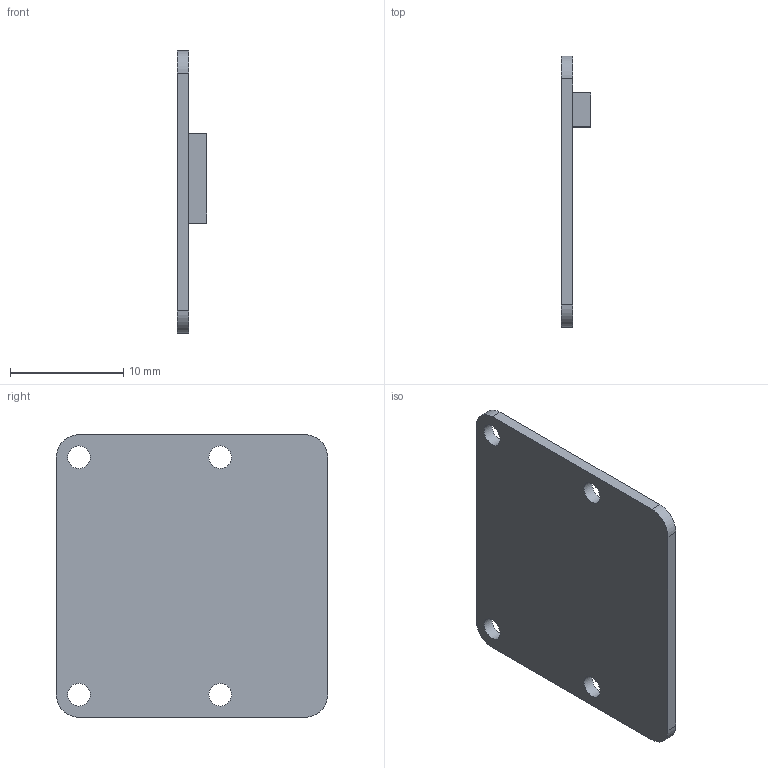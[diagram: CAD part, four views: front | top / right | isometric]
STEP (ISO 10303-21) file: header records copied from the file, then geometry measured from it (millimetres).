
FILE_DESCRIPTION(/* description */ (''),/* implementation_level */ '2;1');
FILE_NAME(/* name */ 'Cam V2.1 v1 v1.step',/* time_stamp */ '2025-06-16T05:50:47+09:00',/* author */ (''),/* organization */ (''),/* preprocessor_version */ 'ST-DEVELOPER v20.1',/* originating_system */ 'Autodesk Translation Framework v14.10.0.0',/* authorisation */ '');
FILE_SCHEMA (('AUTOMOTIVE_DESIGN { 1 0 10303 214 3 1 1 }'));
Length unit declared in the file: millimetre
Products named in the file (1): Cam V2.1
Bounding box: 2.6 x 24 x 25 mm (x, y, z)
Volume: 622.2 mm3; surface area: 1322.7 mm2
Topology: 1 solids, 1 shells, 171 faces, 1251 edges, 1165 vertices
Faces by surface type: plane 144, bspline 19, cylinder 8
Full cylindrical faces by diameter (mm): 2 x4
Entity records: 15306 total; most frequent: CARTESIAN_POINT 6717, ORIENTED_EDGE 2502, EDGE_CURVE 1251, VERTEX_POINT 1165, B_SPLINE_CURVE_WITH_KNOTS 823, DIRECTION 762, LINE 400, VECTOR 400
